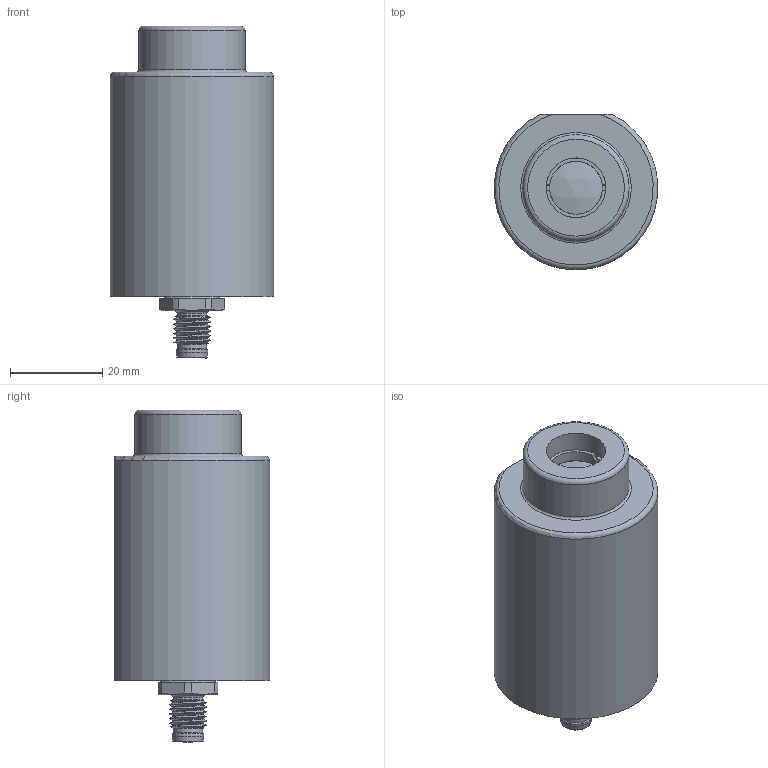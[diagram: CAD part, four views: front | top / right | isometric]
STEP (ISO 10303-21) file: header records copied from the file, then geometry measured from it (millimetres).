
FILE_DESCRIPTION(/* description */ (''),/* implementation_level */ '2;1');
FILE_NAME(/* name */ 'TZB10-B450-P-SL.stp',/* time_stamp */ '2021-04-12T13:20:51+02:00',/* author */ (''),/* organization */ (''),/* preprocessor_version */ 'ST-DEVELOPER v16.5',/* originating_system */ 'Autodesk Inventor 2017',/* authorisation */ '');
FILE_SCHEMA (('AUTOMOTIVE_DESIGN { 1 0 10303 214 3 1 1 }'));
Length unit declared in the file: millimetre
Products named in the file (1): TZB10
Bounding box: 35.4 x 33.63 x 72.01 mm (x, y, z)
Volume: 76.9 mm3; surface area: 10041 mm2
Topology: 6 solids, 9 shells, 146 faces, 330 edges, 218 vertices
Faces by surface type: plane 45, cylinder 36, cone 22, torus 18, bspline 17, sphere 8
Full cylindrical faces by diameter (mm): 1 x4, 3.242 x2, 5.7 x1, 6 x1, 6.5 x2, 6.9 x1, 7.6 x1, 8.9 x1, 11 x1, 11.5 x1, 12.4 x1, 12.5 x3, 12.959 x2, 13.959 x1, 23 x1
Entity records: 9817 total; most frequent: CARTESIAN_POINT 6705, DIRECTION 600, ORIENTED_EDGE 508, AXIS2_PLACEMENT_3D 273, EDGE_CURVE 251, EDGE_LOOP 231, VERTEX_POINT 196, STYLED_ITEM 147
